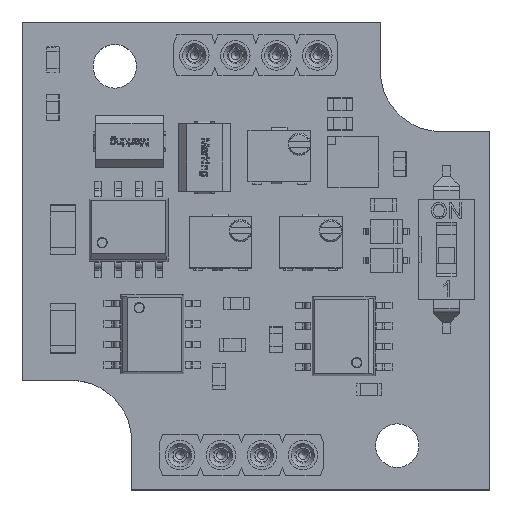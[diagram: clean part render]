
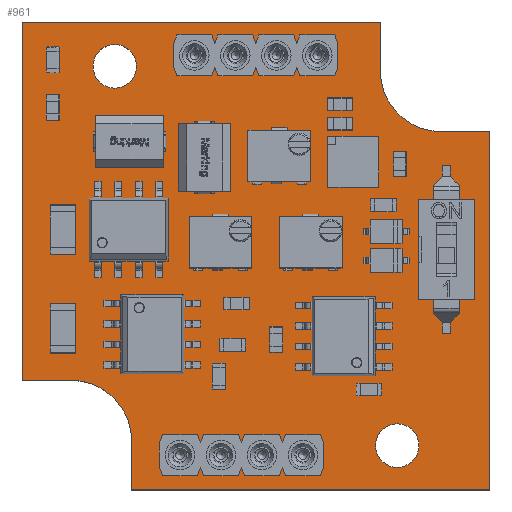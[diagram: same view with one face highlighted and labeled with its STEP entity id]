
A CAD part, top view. The second image highlights one B-rep face of the part: STEP entity #961.
In plain terms, the highlighted planar face has unit normal (0, 0, 1).
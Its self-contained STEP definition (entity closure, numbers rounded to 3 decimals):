
#276 = VERTEX_POINT('',#277);
#277 = CARTESIAN_POINT('',(6.8,3.,1.561));
#283 = EDGE_CURVE('',#276,#284,#286,.T.);
#284 = VERTEX_POINT('',#285);
#285 = CARTESIAN_POINT('',(3.,6.8,1.561));
#286 = CIRCLE('',#287,3.8);
#287 = AXIS2_PLACEMENT_3D('',#288,#289,#290);
#288 = CARTESIAN_POINT('',(3.,3.,1.561));
#289 = DIRECTION('',(0.,0.,1.));
#290 = DIRECTION('',(1.,0.,-0.));
#316 = EDGE_CURVE('',#284,#317,#319,.T.);
#317 = VERTEX_POINT('',#318);
#318 = CARTESIAN_POINT('',(0.,6.8,1.561));
#319 = LINE('',#320,#321);
#320 = CARTESIAN_POINT('',(3.,6.8,1.561));
#321 = VECTOR('',#322,1.);
#322 = DIRECTION('',(-1.,0.,0.));
#347 = EDGE_CURVE('',#317,#348,#350,.T.);
#348 = VERTEX_POINT('',#349);
#349 = CARTESIAN_POINT('',(0.,29.,1.561));
#350 = LINE('',#351,#352);
#351 = CARTESIAN_POINT('',(0.,6.8,1.561));
#352 = VECTOR('',#353,1.);
#353 = DIRECTION('',(0.,1.,0.));
#378 = EDGE_CURVE('',#348,#379,#381,.T.);
#379 = VERTEX_POINT('',#380);
#380 = CARTESIAN_POINT('',(22.2,29.,1.561));
#381 = LINE('',#382,#383);
#382 = CARTESIAN_POINT('',(0.,29.,1.561));
#383 = VECTOR('',#384,1.);
#384 = DIRECTION('',(1.,0.,0.));
#409 = EDGE_CURVE('',#379,#410,#412,.T.);
#410 = VERTEX_POINT('',#411);
#411 = CARTESIAN_POINT('',(22.2,26.,1.561));
#412 = LINE('',#413,#414);
#413 = CARTESIAN_POINT('',(22.2,29.,1.561));
#414 = VECTOR('',#415,1.);
#415 = DIRECTION('',(0.,-1.,0.));
#440 = EDGE_CURVE('',#410,#441,#443,.T.);
#441 = VERTEX_POINT('',#442);
#442 = CARTESIAN_POINT('',(26.,22.2,1.561));
#443 = CIRCLE('',#444,3.8);
#444 = AXIS2_PLACEMENT_3D('',#445,#446,#447);
#445 = CARTESIAN_POINT('',(26.,26.,1.561));
#446 = DIRECTION('',(0.,0.,1.));
#447 = DIRECTION('',(-1.,0.,0.));
#473 = EDGE_CURVE('',#441,#474,#476,.T.);
#474 = VERTEX_POINT('',#475);
#475 = CARTESIAN_POINT('',(29.,22.2,1.561));
#476 = LINE('',#477,#478);
#477 = CARTESIAN_POINT('',(26.,22.2,1.561));
#478 = VECTOR('',#479,1.);
#479 = DIRECTION('',(1.,0.,0.));
#504 = EDGE_CURVE('',#474,#505,#507,.T.);
#505 = VERTEX_POINT('',#506);
#506 = CARTESIAN_POINT('',(29.,0.,1.561));
#507 = LINE('',#508,#509);
#508 = CARTESIAN_POINT('',(29.,22.2,1.561));
#509 = VECTOR('',#510,1.);
#510 = DIRECTION('',(0.,-1.,0.));
#535 = EDGE_CURVE('',#505,#536,#538,.T.);
#536 = VERTEX_POINT('',#537);
#537 = CARTESIAN_POINT('',(6.8,0.,1.561));
#538 = LINE('',#539,#540);
#539 = CARTESIAN_POINT('',(29.,0.,1.561));
#540 = VECTOR('',#541,1.);
#541 = DIRECTION('',(-1.,0.,0.));
#566 = EDGE_CURVE('',#536,#276,#567,.T.);
#567 = LINE('',#568,#569);
#568 = CARTESIAN_POINT('',(6.8,0.,1.561));
#569 = VECTOR('',#570,1.);
#570 = DIRECTION('',(0.,1.,0.));
#590 = VERTEX_POINT('',#591);
#591 = CARTESIAN_POINT('',(10.279,2.159,1.561));
#597 = EDGE_CURVE('',#590,#590,#598,.T.);
#598 = CIRCLE('',#599,0.5);
#599 = AXIS2_PLACEMENT_3D('',#600,#601,#602);
#600 = CARTESIAN_POINT('',(9.779,2.159,1.561));
#601 = DIRECTION('',(0.,0.,1.));
#602 = DIRECTION('',(1.,0.,-0.));
#623 = VERTEX_POINT('',#624);
#624 = CARTESIAN_POINT('',(12.819,2.159,1.561));
#630 = EDGE_CURVE('',#623,#623,#631,.T.);
#631 = CIRCLE('',#632,0.5);
#632 = AXIS2_PLACEMENT_3D('',#633,#634,#635);
#633 = CARTESIAN_POINT('',(12.319,2.159,1.561));
#634 = DIRECTION('',(0.,0.,1.));
#635 = DIRECTION('',(1.,0.,-0.));
#656 = VERTEX_POINT('',#657);
#657 = CARTESIAN_POINT('',(7.1,26.25,1.561));
#663 = EDGE_CURVE('',#656,#656,#664,.T.);
#664 = CIRCLE('',#665,1.35);
#665 = AXIS2_PLACEMENT_3D('',#666,#667,#668);
#666 = CARTESIAN_POINT('',(5.75,26.25,1.561));
#667 = DIRECTION('',(0.,0.,1.));
#668 = DIRECTION('',(1.,0.,-0.));
#689 = VERTEX_POINT('',#690);
#690 = CARTESIAN_POINT('',(13.708,26.924,1.561));
#696 = EDGE_CURVE('',#689,#689,#697,.T.);
#697 = CIRCLE('',#698,0.5);
#698 = AXIS2_PLACEMENT_3D('',#699,#700,#701);
#699 = CARTESIAN_POINT('',(13.208,26.924,1.561));
#700 = DIRECTION('',(0.,0.,1.));
#701 = DIRECTION('',(1.,0.,-0.));
#722 = VERTEX_POINT('',#723);
#723 = CARTESIAN_POINT('',(11.168,26.924,1.561));
#729 = EDGE_CURVE('',#722,#722,#730,.T.);
#730 = CIRCLE('',#731,0.5);
#731 = AXIS2_PLACEMENT_3D('',#732,#733,#734);
#732 = CARTESIAN_POINT('',(10.668,26.924,1.561));
#733 = DIRECTION('',(0.,0.,1.));
#734 = DIRECTION('',(1.,0.,-0.));
#755 = VERTEX_POINT('',#756);
#756 = CARTESIAN_POINT('',(15.359,2.159,1.561));
#762 = EDGE_CURVE('',#755,#755,#763,.T.);
#763 = CIRCLE('',#764,0.5);
#764 = AXIS2_PLACEMENT_3D('',#765,#766,#767);
#765 = CARTESIAN_POINT('',(14.859,2.159,1.561));
#766 = DIRECTION('',(0.,0.,1.));
#767 = DIRECTION('',(1.,0.,-0.));
#788 = VERTEX_POINT('',#789);
#789 = CARTESIAN_POINT('',(24.6,2.75,1.561));
#795 = EDGE_CURVE('',#788,#788,#796,.T.);
#796 = CIRCLE('',#797,1.35);
#797 = AXIS2_PLACEMENT_3D('',#798,#799,#800);
#798 = CARTESIAN_POINT('',(23.25,2.75,1.561));
#799 = DIRECTION('',(0.,0.,1.));
#800 = DIRECTION('',(1.,0.,-0.));
#821 = VERTEX_POINT('',#822);
#822 = CARTESIAN_POINT('',(16.248,26.924,1.561));
#828 = EDGE_CURVE('',#821,#821,#829,.T.);
#829 = CIRCLE('',#830,0.5);
#830 = AXIS2_PLACEMENT_3D('',#831,#832,#833);
#831 = CARTESIAN_POINT('',(15.748,26.924,1.561));
#832 = DIRECTION('',(0.,0.,1.));
#833 = DIRECTION('',(1.,0.,-0.));
#854 = VERTEX_POINT('',#855);
#855 = CARTESIAN_POINT('',(17.899,2.159,1.561));
#861 = EDGE_CURVE('',#854,#854,#862,.T.);
#862 = CIRCLE('',#863,0.5);
#863 = AXIS2_PLACEMENT_3D('',#864,#865,#866);
#864 = CARTESIAN_POINT('',(17.399,2.159,1.561));
#865 = DIRECTION('',(0.,0.,1.));
#866 = DIRECTION('',(1.,0.,-0.));
#887 = VERTEX_POINT('',#888);
#888 = CARTESIAN_POINT('',(18.788,26.924,1.561));
#894 = EDGE_CURVE('',#887,#887,#895,.T.);
#895 = CIRCLE('',#896,0.5);
#896 = AXIS2_PLACEMENT_3D('',#897,#898,#899);
#897 = CARTESIAN_POINT('',(18.288,26.924,1.561));
#898 = DIRECTION('',(0.,0.,1.));
#899 = DIRECTION('',(1.,0.,-0.));
#961 = ADVANCED_FACE('',(#962,#974,#977,#980,#983,#986,#989,#992,#995,
    #998,#1001),#1004,.F.);
#962 = FACE_BOUND('',#963,.F.);
#963 = EDGE_LOOP('',(#964,#965,#966,#967,#968,#969,#970,#971,#972,#973)
  );
#964 = ORIENTED_EDGE('',*,*,#283,.T.);
#965 = ORIENTED_EDGE('',*,*,#316,.T.);
#966 = ORIENTED_EDGE('',*,*,#347,.T.);
#967 = ORIENTED_EDGE('',*,*,#378,.T.);
#968 = ORIENTED_EDGE('',*,*,#409,.T.);
#969 = ORIENTED_EDGE('',*,*,#440,.T.);
#970 = ORIENTED_EDGE('',*,*,#473,.T.);
#971 = ORIENTED_EDGE('',*,*,#504,.T.);
#972 = ORIENTED_EDGE('',*,*,#535,.T.);
#973 = ORIENTED_EDGE('',*,*,#566,.T.);
#974 = FACE_BOUND('',#975,.F.);
#975 = EDGE_LOOP('',(#976));
#976 = ORIENTED_EDGE('',*,*,#597,.T.);
#977 = FACE_BOUND('',#978,.F.);
#978 = EDGE_LOOP('',(#979));
#979 = ORIENTED_EDGE('',*,*,#630,.T.);
#980 = FACE_BOUND('',#981,.F.);
#981 = EDGE_LOOP('',(#982));
#982 = ORIENTED_EDGE('',*,*,#663,.T.);
#983 = FACE_BOUND('',#984,.F.);
#984 = EDGE_LOOP('',(#985));
#985 = ORIENTED_EDGE('',*,*,#696,.T.);
#986 = FACE_BOUND('',#987,.F.);
#987 = EDGE_LOOP('',(#988));
#988 = ORIENTED_EDGE('',*,*,#729,.T.);
#989 = FACE_BOUND('',#990,.F.);
#990 = EDGE_LOOP('',(#991));
#991 = ORIENTED_EDGE('',*,*,#762,.T.);
#992 = FACE_BOUND('',#993,.F.);
#993 = EDGE_LOOP('',(#994));
#994 = ORIENTED_EDGE('',*,*,#795,.T.);
#995 = FACE_BOUND('',#996,.F.);
#996 = EDGE_LOOP('',(#997));
#997 = ORIENTED_EDGE('',*,*,#828,.T.);
#998 = FACE_BOUND('',#999,.F.);
#999 = EDGE_LOOP('',(#1000));
#1000 = ORIENTED_EDGE('',*,*,#861,.T.);
#1001 = FACE_BOUND('',#1002,.F.);
#1002 = EDGE_LOOP('',(#1003));
#1003 = ORIENTED_EDGE('',*,*,#894,.T.);
#1004 = PLANE('',#1005);
#1005 = AXIS2_PLACEMENT_3D('',#1006,#1007,#1008);
#1006 = CARTESIAN_POINT('',(14.5,14.5,1.561));
#1007 = DIRECTION('',(-0.,-0.,-1.));
#1008 = DIRECTION('',(-1.,0.,0.));
